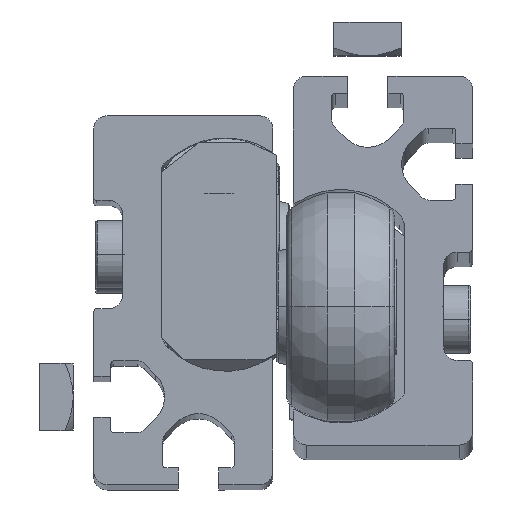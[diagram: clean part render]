
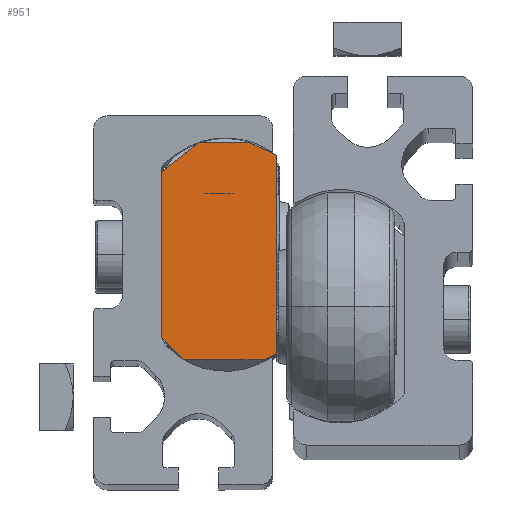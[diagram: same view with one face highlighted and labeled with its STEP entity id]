
A CAD part, top view. The second image highlights one B-rep face of the part: STEP entity #951.
In plain terms, the highlighted face is planar.
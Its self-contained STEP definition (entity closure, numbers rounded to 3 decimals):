
#93 = CARTESIAN_POINT ( 'NONE',  ( 19., -15.5, 5.2 ) ) ;
#94 = CARTESIAN_POINT ( 'NONE',  ( 19., 12.203, 8.5 ) ) ;
#606 = CARTESIAN_POINT ( 'NONE',  ( 19., 14.681, -8.5 ) ) ;
#951 = ADVANCED_FACE ( 'NONE', ( #11753 ), #4573, .F. ) ;
#1325 = DIRECTION ( 'NONE',  ( 0., -1., 0. ) ) ;
#1385 = LINE ( 'NONE', #23432, #15200 ) ;
#1447 = CARTESIAN_POINT ( 'NONE',  ( 19., 14.681, -8.5 ) ) ;
#1555 = ORIENTED_EDGE ( 'NONE', *, *, #2384, .T. ) ;
#1656 = VERTEX_POINT ( 'NONE', #16821 ) ;
#1685 = CARTESIAN_POINT ( 'NONE',  ( 19., -15.5, 5.2 ) ) ;
#1747 = EDGE_CURVE ( 'NONE', #5605, #1656, #17655, .T. ) ;
#2262 = AXIS2_PLACEMENT_3D ( 'NONE', #19196, #23024, #19554 ) ;
#2307 = VECTOR ( 'NONE', #12762, 1000. ) ;
#2384 = EDGE_CURVE ( 'NONE', #23091, #8002, #12570, .T. ) ;
#2491 = CARTESIAN_POINT ( 'NONE',  ( 19., -12.2, 8.5 ) ) ;
#3596 = VECTOR ( 'NONE', #5527, 1000. ) ;
#3724 = LINE ( 'NONE', #9240, #16498 ) ;
#3903 = EDGE_LOOP ( 'NONE', ( #10041, #12273, #6647, #1555, #22724, #16818, #21930, #18997 ) ) ;
#3939 = VECTOR ( 'NONE', #4719, 1000. ) ;
#4088 = EDGE_CURVE ( 'NONE', #12886, #8002, #3724, .T. ) ;
#4183 = VERTEX_POINT ( 'NONE', #606 ) ;
#4573 = PLANE ( 'NONE',  #2262 ) ;
#4719 = DIRECTION ( 'NONE',  ( 0., 0., 1. ) ) ;
#5466 = DIRECTION ( 'NONE',  ( 0., -0.423, -0.906 ) ) ;
#5527 = DIRECTION ( 'NONE',  ( 0., 0., -1. ) ) ;
#5605 = VERTEX_POINT ( 'NONE', #18674 ) ;
#5856 = EDGE_CURVE ( 'NONE', #10720, #10995, #12400, .T. ) ;
#6249 = CARTESIAN_POINT ( 'NONE',  ( 19., -15.5, -6.7 ) ) ;
#6647 = ORIENTED_EDGE ( 'NONE', *, *, #11934, .T. ) ;
#6767 = EDGE_CURVE ( 'NONE', #5605, #4183, #1385, .T. ) ;
#7198 = LINE ( 'NONE', #11243, #23176 ) ;
#8002 = VERTEX_POINT ( 'NONE', #6249 ) ;
#8876 = DIRECTION ( 'NONE',  ( 0., -0.707, -0.707 ) ) ;
#9112 = CARTESIAN_POINT ( 'NONE',  ( 19., -14.661, -8.5 ) ) ;
#9240 = CARTESIAN_POINT ( 'NONE',  ( 19., -14.661, -8.5 ) ) ;
#10041 = ORIENTED_EDGE ( 'NONE', *, *, #21885, .F. ) ;
#10662 = LINE ( 'NONE', #1447, #15285 ) ;
#10720 = VERTEX_POINT ( 'NONE', #2491 ) ;
#10977 = LINE ( 'NONE', #21901, #2307 ) ;
#10995 = VERTEX_POINT ( 'NONE', #94 ) ;
#11243 = CARTESIAN_POINT ( 'NONE',  ( 19., -12.2, 8.5 ) ) ;
#11753 = FACE_OUTER_BOUND ( 'NONE', #3903, .T. ) ;
#11934 = EDGE_CURVE ( 'NONE', #10720, #23091, #7198, .T. ) ;
#12273 = ORIENTED_EDGE ( 'NONE', *, *, #5856, .F. ) ;
#12400 = LINE ( 'NONE', #14085, #19763 ) ;
#12570 = LINE ( 'NONE', #1685, #3596 ) ;
#12762 = DIRECTION ( 'NONE',  ( 0., 0.616, -0.788 ) ) ;
#12791 = EDGE_CURVE ( 'NONE', #4183, #12886, #10662, .T. ) ;
#12808 = DIRECTION ( 'NONE',  ( 0., -0.423, 0.906 ) ) ;
#12886 = VERTEX_POINT ( 'NONE', #9112 ) ;
#14085 = CARTESIAN_POINT ( 'NONE',  ( 19., -12.2, 8.5 ) ) ;
#15200 = VECTOR ( 'NONE', #5466, 1000. ) ;
#15285 = VECTOR ( 'NONE', #1325, 1000. ) ;
#16498 = VECTOR ( 'NONE', #12808, 1000. ) ;
#16818 = ORIENTED_EDGE ( 'NONE', *, *, #12791, .F. ) ;
#16821 = CARTESIAN_POINT ( 'NONE',  ( 19., 16.5, 3. ) ) ;
#17655 = LINE ( 'NONE', #23164, #3939 ) ;
#18674 = CARTESIAN_POINT ( 'NONE',  ( 19., 16.5, -4.6 ) ) ;
#18997 = ORIENTED_EDGE ( 'NONE', *, *, #1747, .T. ) ;
#19196 = CARTESIAN_POINT ( 'NONE',  ( 19., 1.5, 22.2 ) ) ;
#19554 = DIRECTION ( 'NONE',  ( 0., 0., 1. ) ) ;
#19626 = DIRECTION ( 'NONE',  ( 0., 1., 0. ) ) ;
#19763 = VECTOR ( 'NONE', #19626, 1000. ) ;
#21885 = EDGE_CURVE ( 'NONE', #10995, #1656, #10977, .T. ) ;
#21901 = CARTESIAN_POINT ( 'NONE',  ( 19., 12.203, 8.5 ) ) ;
#21930 = ORIENTED_EDGE ( 'NONE', *, *, #6767, .F. ) ;
#22724 = ORIENTED_EDGE ( 'NONE', *, *, #4088, .F. ) ;
#23024 = DIRECTION ( 'NONE',  ( -1., 0., 0. ) ) ;
#23091 = VERTEX_POINT ( 'NONE', #93 ) ;
#23164 = CARTESIAN_POINT ( 'NONE',  ( 19., 16.5, -4.6 ) ) ;
#23176 = VECTOR ( 'NONE', #8876, 1000. ) ;
#23432 = CARTESIAN_POINT ( 'NONE',  ( 19., 16.5, -4.6 ) ) ;
